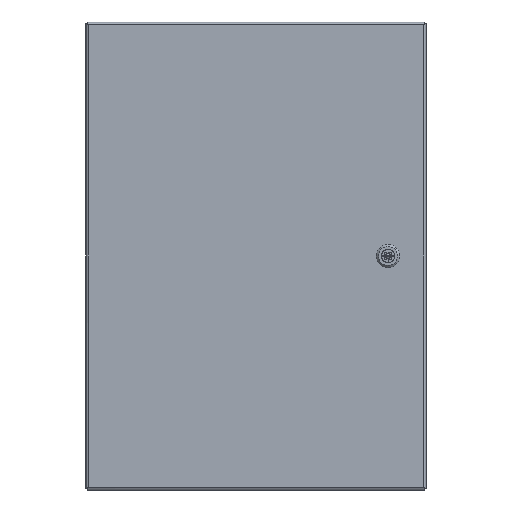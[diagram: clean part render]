
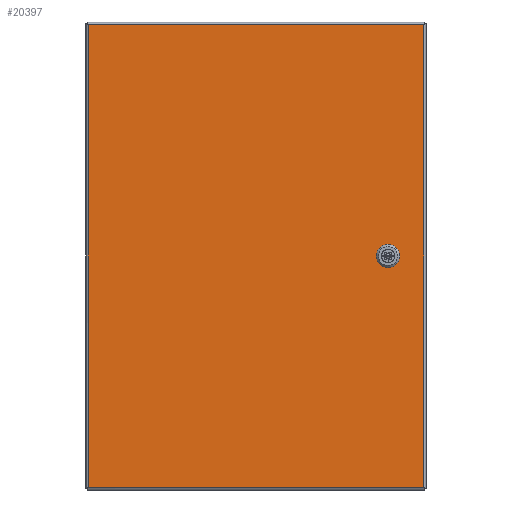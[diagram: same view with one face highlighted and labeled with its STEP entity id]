
A CAD part, front view. The second image highlights one B-rep face of the part: STEP entity #20397.
In plain terms, the highlighted planar face has unit normal (0, -1, 0).
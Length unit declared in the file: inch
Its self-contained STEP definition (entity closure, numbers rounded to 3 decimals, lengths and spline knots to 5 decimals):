
#44 = CARTESIAN_POINT ( 'NONE',  ( 6.028, -1.797, -11.4905 ) ) ;
#422 = DIRECTION ( 'NONE',  ( -0.707, 0., -0.707 ) ) ;
#722 = LINE ( 'NONE', #18186, #5296 ) ;
#912 = VECTOR ( 'NONE', #422, 39.37008 ) ;
#1140 = VECTOR ( 'NONE', #9265, 39.37008 ) ;
#1255 = DIRECTION ( 'NONE',  ( -0.707, 0., 0.707 ) ) ;
#1394 = DIRECTION ( 'NONE',  ( 1., 0., 0. ) ) ;
#1535 = EDGE_CURVE ( 'NONE', #6510, #16451, #17984, .T. ) ;
#1612 = CARTESIAN_POINT ( 'NONE',  ( -7.946, -1.797, -10.6995 ) ) ;
#2238 = FACE_OUTER_BOUND ( 'NONE', #12976, .T. ) ;
#2371 = CARTESIAN_POINT ( 'NONE',  ( -7.946, -1.797, -22.0665 ) ) ;
#2860 = LINE ( 'NONE', #2371, #5652 ) ;
#3578 = VECTOR ( 'NONE', #10074, 39.37008 ) ;
#4467 = EDGE_CURVE ( 'NONE', #17256, #7994, #14029, .T. ) ;
#4598 = CARTESIAN_POINT ( 'NONE',  ( -7.946, -1.797, -22.0665 ) ) ;
#4745 = CARTESIAN_POINT ( 'NONE',  ( -7.946, -1.797, -0.1235 ) ) ;
#4862 = LINE ( 'NONE', #17436, #16894 ) ;
#4900 = LINE ( 'NONE', #1612, #10694 ) ;
#5296 = VECTOR ( 'NONE', #5621, 39.37008 ) ;
#5326 = CARTESIAN_POINT ( 'NONE',  ( 7.947, -1.797, -0.1235 ) ) ;
#5346 = LINE ( 'NONE', #15253, #18168 ) ;
#5621 = DIRECTION ( 'NONE',  ( 0.707, 0., -0.707 ) ) ;
#5652 = VECTOR ( 'NONE', #9350, 39.37008 ) ;
#5782 = VECTOR ( 'NONE', #1255, 39.37008 ) ;
#6043 = CARTESIAN_POINT ( 'NONE',  ( 6.028, -1.797, -11.4905 ) ) ;
#6181 = DIRECTION ( 'NONE',  ( 1., 0., 0. ) ) ;
#6283 = LINE ( 'NONE', #12794, #1140 ) ;
#6510 = VERTEX_POINT ( 'NONE', #7891 ) ;
#6685 = VERTEX_POINT ( 'NONE', #7631 ) ;
#6782 = VECTOR ( 'NONE', #14584, 39.37008 ) ;
#6814 = LINE ( 'NONE', #14928, #912 ) ;
#6878 = EDGE_CURVE ( 'NONE', #13748, #7562, #7941, .T. ) ;
#7026 = PLANE ( 'NONE',  #9420 ) ;
#7029 = VECTOR ( 'NONE', #6181, 39.37008 ) ;
#7342 = EDGE_LOOP ( 'NONE', ( #14217, #12009, #18152, #18511, #15541, #10655, #17772, #11627 ) ) ;
#7414 = EDGE_CURVE ( 'NONE', #10302, #11757, #5346, .T. ) ;
#7562 = VERTEX_POINT ( 'NONE', #10977 ) ;
#7631 = CARTESIAN_POINT ( 'NONE',  ( -7.946, -1.797, -22.0665 ) ) ;
#7674 = EDGE_CURVE ( 'NONE', #11757, #12083, #4900, .T. ) ;
#7891 = CARTESIAN_POINT ( 'NONE',  ( 6.6545, -1.797, -10.864 ) ) ;
#7941 = LINE ( 'NONE', #4745, #9014 ) ;
#7971 = CARTESIAN_POINT ( 'NONE',  ( 5.8635, -1.797, -11.326 ) ) ;
#7994 = VERTEX_POINT ( 'NONE', #7971 ) ;
#8053 = DIRECTION ( 'NONE',  ( -1., 0., 0. ) ) ;
#8106 = VERTEX_POINT ( 'NONE', #11489 ) ;
#8110 = LINE ( 'NONE', #4598, #7029 ) ;
#8217 = CARTESIAN_POINT ( 'NONE',  ( 6.6545, -1.797, -11.326 ) ) ;
#8423 = DIRECTION ( 'NONE',  ( 0., -1., 0. ) ) ;
#9014 = VECTOR ( 'NONE', #8053, 39.37008 ) ;
#9265 = DIRECTION ( 'NONE',  ( -1., 0., 0. ) ) ;
#9350 = DIRECTION ( 'NONE',  ( 0., 0., -1. ) ) ;
#9420 = AXIS2_PLACEMENT_3D ( 'NONE', #13216, #8423, #19923 ) ;
#9884 = CARTESIAN_POINT ( 'NONE',  ( 6.6545, -1.797, -22.0665 ) ) ;
#9998 = EDGE_CURVE ( 'NONE', #8106, #17256, #6283, .T. ) ;
#10074 = DIRECTION ( 'NONE',  ( 0., 0., 1. ) ) ;
#10302 = VERTEX_POINT ( 'NONE', #10427 ) ;
#10427 = CARTESIAN_POINT ( 'NONE',  ( 5.8635, -1.797, -10.864 ) ) ;
#10655 = ORIENTED_EDGE ( 'NONE', *, *, #13857, .T. ) ;
#10694 = VECTOR ( 'NONE', #1394, 39.37008 ) ;
#10977 = CARTESIAN_POINT ( 'NONE',  ( -7.946, -1.797, -0.1235 ) ) ;
#11097 = VERTEX_POINT ( 'NONE', #18076 ) ;
#11489 = CARTESIAN_POINT ( 'NONE',  ( 6.49, -1.797, -11.4905 ) ) ;
#11627 = ORIENTED_EDGE ( 'NONE', *, *, #4467, .T. ) ;
#11757 = VERTEX_POINT ( 'NONE', #17863 ) ;
#11917 = EDGE_CURVE ( 'NONE', #7994, #10302, #11994, .T. ) ;
#11994 = LINE ( 'NONE', #13489, #3578 ) ;
#12009 = ORIENTED_EDGE ( 'NONE', *, *, #7414, .T. ) ;
#12051 = ORIENTED_EDGE ( 'NONE', *, *, #6878, .T. ) ;
#12083 = VERTEX_POINT ( 'NONE', #14651 ) ;
#12794 = CARTESIAN_POINT ( 'NONE',  ( -7.946, -1.797, -11.4905 ) ) ;
#12811 = EDGE_CURVE ( 'NONE', #7562, #6685, #2860, .T. ) ;
#12976 = EDGE_LOOP ( 'NONE', ( #16845, #12051, #14841, #19194 ) ) ;
#13103 = EDGE_CURVE ( 'NONE', #12083, #6510, #722, .T. ) ;
#13216 = CARTESIAN_POINT ( 'NONE',  ( -7.946, -1.797, -22.0665 ) ) ;
#13489 = CARTESIAN_POINT ( 'NONE',  ( 5.8635, -1.797, -22.0665 ) ) ;
#13748 = VERTEX_POINT ( 'NONE', #5326 ) ;
#13857 = EDGE_CURVE ( 'NONE', #16451, #8106, #6814, .T. ) ;
#14029 = LINE ( 'NONE', #6043, #5782 ) ;
#14217 = ORIENTED_EDGE ( 'NONE', *, *, #11917, .T. ) ;
#14282 = EDGE_CURVE ( 'NONE', #11097, #13748, #4862, .T. ) ;
#14584 = DIRECTION ( 'NONE',  ( 0., 0., -1. ) ) ;
#14651 = CARTESIAN_POINT ( 'NONE',  ( 6.49, -1.797, -10.6995 ) ) ;
#14841 = ORIENTED_EDGE ( 'NONE', *, *, #12811, .T. ) ;
#14928 = CARTESIAN_POINT ( 'NONE',  ( 6.6545, -1.797, -11.326 ) ) ;
#15253 = CARTESIAN_POINT ( 'NONE',  ( 5.8635, -1.797, -10.864 ) ) ;
#15541 = ORIENTED_EDGE ( 'NONE', *, *, #1535, .T. ) ;
#16051 = DIRECTION ( 'NONE',  ( 0., 0., 1. ) ) ;
#16451 = VERTEX_POINT ( 'NONE', #8217 ) ;
#16539 = DIRECTION ( 'NONE',  ( 0.707, 0., 0.707 ) ) ;
#16845 = ORIENTED_EDGE ( 'NONE', *, *, #14282, .T. ) ;
#16894 = VECTOR ( 'NONE', #16051, 39.37008 ) ;
#17256 = VERTEX_POINT ( 'NONE', #44 ) ;
#17436 = CARTESIAN_POINT ( 'NONE',  ( 7.947, -1.797, -22.0665 ) ) ;
#17772 = ORIENTED_EDGE ( 'NONE', *, *, #9998, .T. ) ;
#17863 = CARTESIAN_POINT ( 'NONE',  ( 6.028, -1.797, -10.6995 ) ) ;
#17984 = LINE ( 'NONE', #9884, #6782 ) ;
#18076 = CARTESIAN_POINT ( 'NONE',  ( 7.947, -1.797, -22.0665 ) ) ;
#18152 = ORIENTED_EDGE ( 'NONE', *, *, #7674, .T. ) ;
#18168 = VECTOR ( 'NONE', #16539, 39.37008 ) ;
#18186 = CARTESIAN_POINT ( 'NONE',  ( 6.49, -1.797, -10.6995 ) ) ;
#18511 = ORIENTED_EDGE ( 'NONE', *, *, #13103, .T. ) ;
#19194 = ORIENTED_EDGE ( 'NONE', *, *, #20308, .T. ) ;
#19811 = FACE_BOUND ( 'NONE', #7342, .T. ) ;
#19923 = DIRECTION ( 'NONE',  ( 0., 0., -1. ) ) ;
#20308 = EDGE_CURVE ( 'NONE', #6685, #11097, #8110, .T. ) ;
#20397 = ADVANCED_FACE ( 'NONE', ( #2238, #19811 ), #7026, .T. ) ;
